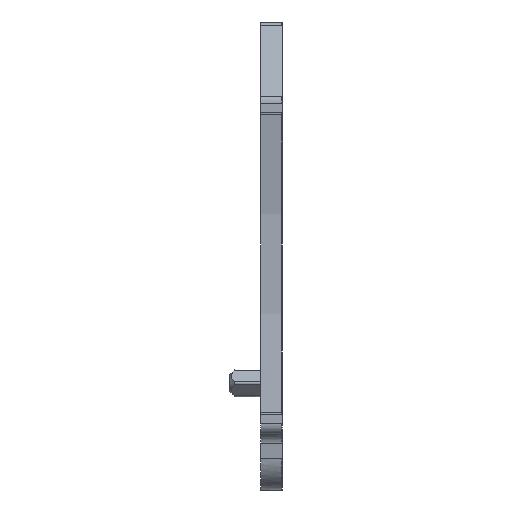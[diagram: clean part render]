
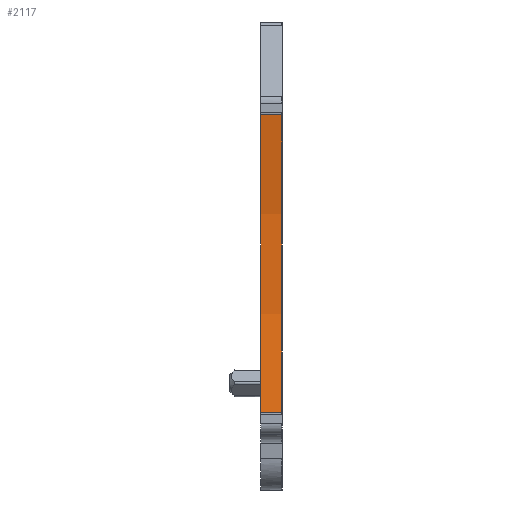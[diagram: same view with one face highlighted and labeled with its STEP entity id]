
A CAD part, front view. The second image highlights one B-rep face of the part: STEP entity #2117.
In plain terms, the highlighted cylindrical face has radius 71.141 mm (diameter 142.282 mm), a partial arc.
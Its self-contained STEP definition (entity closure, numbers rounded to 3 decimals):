
#1395=AXIS2_PLACEMENT_3D('Circle Axis2P3D',#1393,#1394,$) ;
#2104=AXIS2_PLACEMENT_3D('Cylinder Axis2P3D',#2101,#2102,#2103) ;
#415=CARTESIAN_POINT('Vertex',(5.05,0.021,36.364)) ;
#451=CARTESIAN_POINT('Control Point',(5.05,0.021,7.5)) ;
#452=CARTESIAN_POINT('Control Point',(5.05,1.2,13.192)) ;
#453=CARTESIAN_POINT('Control Point',(5.05,1.798,19.005)) ;
#454=CARTESIAN_POINT('Control Point',(5.05,1.798,24.858)) ;
#455=CARTESIAN_POINT('Control Point',(5.05,1.2,30.671)) ;
#456=CARTESIAN_POINT('Control Point',(5.05,0.021,36.364)) ;
#457=CARTESIAN_POINT('Vertex',(5.05,0.021,7.5)) ;
#1390=CARTESIAN_POINT('Vertex',(3.,0.021,7.5)) ;
#1393=CARTESIAN_POINT('Axis2P3D Location',(3.,-69.641,21.932)) ;
#1397=CARTESIAN_POINT('Vertex',(3.,0.021,36.364)) ;
#2089=CARTESIAN_POINT('Line Origine',(6.5,0.021,36.364)) ;
#2101=CARTESIAN_POINT('Axis2P3D Location',(4.05,-69.641,21.932)) ;
#2106=CARTESIAN_POINT('Line Origine',(6.5,0.021,7.5)) ;
#1394=DIRECTION('Axis2P3D Direction',(1.,0.,0.)) ;
#2090=DIRECTION('Vector Direction',(1.,0.,0.)) ;
#2102=DIRECTION('Axis2P3D Direction',(1.,0.,0.)) ;
#2103=DIRECTION('Axis2P3D XDirection',(0.,0.979,-0.203)) ;
#2107=DIRECTION('Vector Direction',(1.,0.,0.)) ;
#2091=VECTOR('Line Direction',#2090,1.) ;
#2108=VECTOR('Line Direction',#2107,1.) ;
#2112=ORIENTED_EDGE('',*,*,#459,.T.) ;
#2113=ORIENTED_EDGE('',*,*,#2093,.F.) ;
#2114=ORIENTED_EDGE('',*,*,#1399,.F.) ;
#2115=ORIENTED_EDGE('',*,*,#2110,.T.) ;
#2117=ADVANCED_FACE('ALEP_4C_4',(#2116),#2105,.F.) ;
#450=B_SPLINE_CURVE_WITH_KNOTS('',5,(#451,#452,#453,#454,#455,#456),.UNSPECIFIED.,.F.,.U.,(6,6),(132.766,161.831),.UNSPECIFIED.) ;
#1396=CIRCLE('generated circle',#1395,71.141) ;
#2105=CYLINDRICAL_SURFACE('generated cylinder',#2104,71.141) ;
#459=EDGE_CURVE('',#458,#416,#450,.T.) ;
#1399=EDGE_CURVE('',#1391,#1398,#1396,.T.) ;
#2093=EDGE_CURVE('',#1398,#416,#2092,.T.) ;
#2110=EDGE_CURVE('',#1391,#458,#2109,.T.) ;
#2111=EDGE_LOOP('',(#2112,#2113,#2114,#2115)) ;
#2116=FACE_OUTER_BOUND('',#2111,.T.) ;
#2092=LINE('Line',#2089,#2091) ;
#2109=LINE('Line',#2106,#2108) ;
#416=VERTEX_POINT('',#415) ;
#458=VERTEX_POINT('',#457) ;
#1391=VERTEX_POINT('',#1390) ;
#1398=VERTEX_POINT('',#1397) ;
